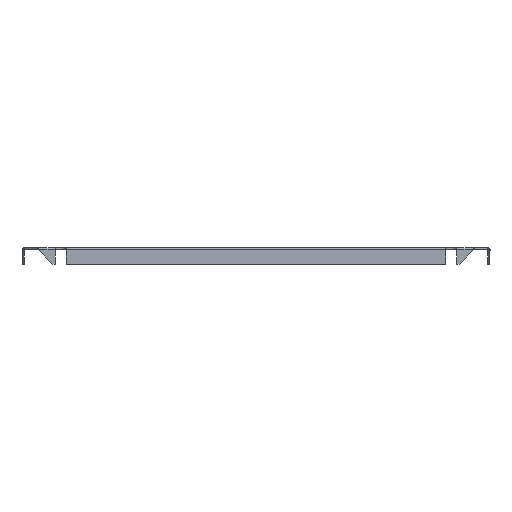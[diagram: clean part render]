
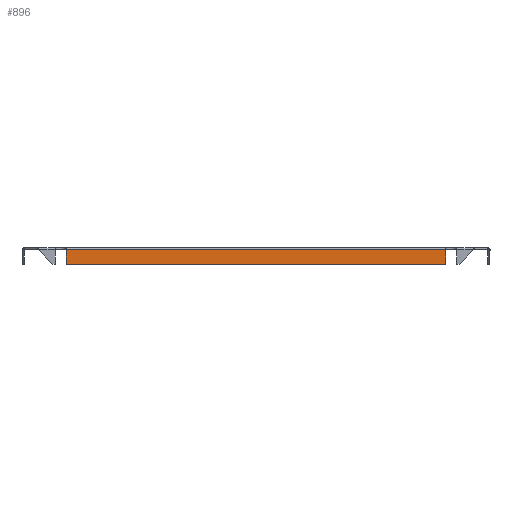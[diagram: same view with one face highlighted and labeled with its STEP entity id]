
A CAD part, front view. The second image highlights one B-rep face of the part: STEP entity #896.
In plain terms, the highlighted planar face has unit normal (0, -1, 0).
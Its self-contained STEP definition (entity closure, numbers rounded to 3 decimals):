
#31 = EDGE_CURVE ( 'NONE', #1700, #206, #1358, .T. ) ;
#38 = ORIENTED_EDGE ( 'NONE', *, *, #1553, .F. ) ;
#110 = FACE_OUTER_BOUND ( 'NONE', #1190, .T. ) ;
#172 = CARTESIAN_POINT ( 'NONE',  ( 141.5, -226.367, -1.5 ) ) ;
#191 = EDGE_CURVE ( 'NONE', #1739, #1700, #1880, .T. ) ;
#206 = VERTEX_POINT ( 'NONE', #172 ) ;
#302 = DIRECTION ( 'NONE',  ( 0., 1., 0. ) ) ;
#305 = EDGE_CURVE ( 'NONE', #1739, #622, #2123, .T. ) ;
#622 = VERTEX_POINT ( 'NONE', #2206 ) ;
#649 = CARTESIAN_POINT ( 'NONE',  ( 141.5, -226.367, -12.002 ) ) ;
#720 = VECTOR ( 'NONE', #1896, 1000. ) ;
#733 = CARTESIAN_POINT ( 'NONE',  ( -141.5, -226.367, -12.002 ) ) ;
#813 = DIRECTION ( 'NONE',  ( 1., 0., 0. ) ) ;
#879 = AXIS2_PLACEMENT_3D ( 'NONE', #1030, #302, #1605 ) ;
#896 = ADVANCED_FACE ( 'NONE', ( #110 ), #1952, .F. ) ;
#990 = VECTOR ( 'NONE', #2003, 1000. ) ;
#998 = DIRECTION ( 'NONE',  ( 0., 0., 1. ) ) ;
#1030 = CARTESIAN_POINT ( 'NONE',  ( 0., -226.367, 224.203 ) ) ;
#1091 = ORIENTED_EDGE ( 'NONE', *, *, #31, .T. ) ;
#1132 = CARTESIAN_POINT ( 'NONE',  ( 0., -226.367, -1.5 ) ) ;
#1190 = EDGE_LOOP ( 'NONE', ( #38, #2075, #1798, #1091 ) ) ;
#1330 = LINE ( 'NONE', #1132, #1527 ) ;
#1358 = LINE ( 'NONE', #2248, #720 ) ;
#1527 = VECTOR ( 'NONE', #813, 1000. ) ;
#1534 = CARTESIAN_POINT ( 'NONE',  ( -141.5, -226.367, 224.203 ) ) ;
#1553 = EDGE_CURVE ( 'NONE', #622, #206, #1330, .T. ) ;
#1605 = DIRECTION ( 'NONE',  ( -1., 0., 0. ) ) ;
#1700 = VERTEX_POINT ( 'NONE', #649 ) ;
#1739 = VERTEX_POINT ( 'NONE', #733 ) ;
#1798 = ORIENTED_EDGE ( 'NONE', *, *, #191, .T. ) ;
#1880 = LINE ( 'NONE', #2381, #990 ) ;
#1896 = DIRECTION ( 'NONE',  ( 0., 0., 1. ) ) ;
#1952 = PLANE ( 'NONE',  #879 ) ;
#2003 = DIRECTION ( 'NONE',  ( 1., 0., 0. ) ) ;
#2056 = VECTOR ( 'NONE', #998, 1000. ) ;
#2075 = ORIENTED_EDGE ( 'NONE', *, *, #305, .F. ) ;
#2123 = LINE ( 'NONE', #1534, #2056 ) ;
#2206 = CARTESIAN_POINT ( 'NONE',  ( -141.5, -226.367, -1.5 ) ) ;
#2248 = CARTESIAN_POINT ( 'NONE',  ( 141.5, -226.367, 224.203 ) ) ;
#2381 = CARTESIAN_POINT ( 'NONE',  ( -184.205, -226.367, -12.002 ) ) ;
